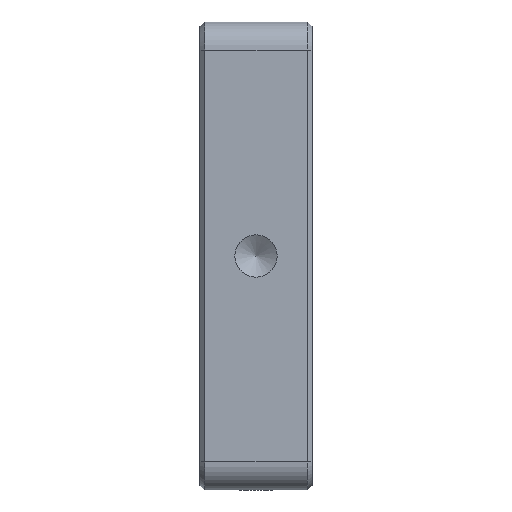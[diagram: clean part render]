
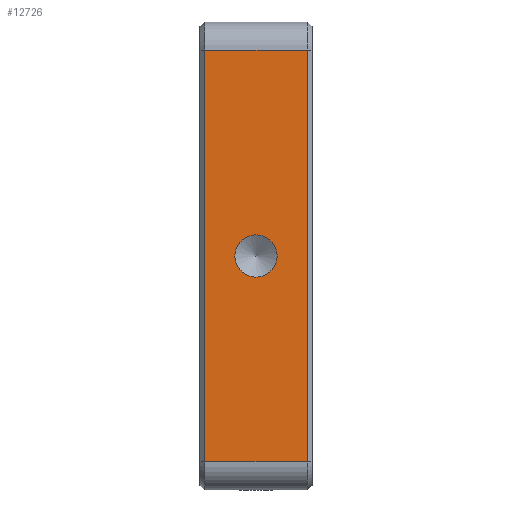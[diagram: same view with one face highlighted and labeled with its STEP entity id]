
A CAD part, front view. The second image highlights one B-rep face of the part: STEP entity #12726.
In plain terms, the highlighted planar face has unit normal (0, -1, 0).
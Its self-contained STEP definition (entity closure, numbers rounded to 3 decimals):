
#306 = CARTESIAN_POINT ( 'NONE',  ( -2.75, -12.5, -11. ) ) ;
#1077 = VERTEX_POINT ( 'NONE', #306 ) ;
#1936 = VECTOR ( 'NONE', #7676, 1000. ) ;
#2470 = LINE ( 'NONE', #8892, #1936 ) ;
#2627 = ORIENTED_EDGE ( 'NONE', *, *, #13116, .F. ) ;
#2856 = CARTESIAN_POINT ( 'NONE',  ( 3., -12.5, 12.5 ) ) ;
#3385 = EDGE_CURVE ( 'NONE', #9690, #1077, #4761, .T. ) ;
#4247 = ORIENTED_EDGE ( 'NONE', *, *, #6297, .F. ) ;
#4355 = CIRCLE ( 'NONE', #9713, 1.13 ) ;
#4556 = DIRECTION ( 'NONE',  ( 0., -1., 0. ) ) ;
#4586 = VECTOR ( 'NONE', #6814, 1000. ) ;
#4595 = CARTESIAN_POINT ( 'NONE',  ( 2.75, -12.5, 0. ) ) ;
#4675 = ORIENTED_EDGE ( 'NONE', *, *, #3385, .F. ) ;
#4761 = LINE ( 'NONE', #12996, #11246 ) ;
#4876 = EDGE_CURVE ( 'NONE', #6104, #9690, #8762, .T. ) ;
#5122 = DIRECTION ( 'NONE',  ( 1., 0., 0. ) ) ;
#5906 = PLANE ( 'NONE',  #8199 ) ;
#6104 = VERTEX_POINT ( 'NONE', #6870 ) ;
#6297 = EDGE_CURVE ( 'NONE', #9766, #6104, #12265, .T. ) ;
#6777 = CARTESIAN_POINT ( 'NONE',  ( 0., -12.5, 0. ) ) ;
#6782 = DIRECTION ( 'NONE',  ( 0., 1., 0. ) ) ;
#6814 = DIRECTION ( 'NONE',  ( 0., 0., -1. ) ) ;
#6870 = CARTESIAN_POINT ( 'NONE',  ( 2.75, -12.5, 11. ) ) ;
#6965 = CARTESIAN_POINT ( 'NONE',  ( 0., -12.5, -1.13 ) ) ;
#7676 = DIRECTION ( 'NONE',  ( 0., 0., 1. ) ) ;
#8120 = EDGE_LOOP ( 'NONE', ( #8355, #4675, #11888, #4247 ) ) ;
#8199 = AXIS2_PLACEMENT_3D ( 'NONE', #2856, #6782, #10886 ) ;
#8340 = CARTESIAN_POINT ( 'NONE',  ( 2.75, -12.5, -11. ) ) ;
#8355 = ORIENTED_EDGE ( 'NONE', *, *, #8429, .F. ) ;
#8429 = EDGE_CURVE ( 'NONE', #1077, #9766, #2470, .T. ) ;
#8762 = LINE ( 'NONE', #4595, #4586 ) ;
#8892 = CARTESIAN_POINT ( 'NONE',  ( -2.75, -12.5, 12.5 ) ) ;
#9690 = VERTEX_POINT ( 'NONE', #8340 ) ;
#9713 = AXIS2_PLACEMENT_3D ( 'NONE', #6777, #4556, #11963 ) ;
#9766 = VERTEX_POINT ( 'NONE', #11770 ) ;
#10198 = VERTEX_POINT ( 'NONE', #6965 ) ;
#10239 = CARTESIAN_POINT ( 'NONE',  ( 3., -12.5, 11. ) ) ;
#10886 = DIRECTION ( 'NONE',  ( 0., 0., 1. ) ) ;
#11022 = FACE_OUTER_BOUND ( 'NONE', #8120, .T. ) ;
#11246 = VECTOR ( 'NONE', #11970, 1000. ) ;
#11770 = CARTESIAN_POINT ( 'NONE',  ( -2.75, -12.5, 11. ) ) ;
#11888 = ORIENTED_EDGE ( 'NONE', *, *, #4876, .F. ) ;
#11963 = DIRECTION ( 'NONE',  ( 0., 0., -1. ) ) ;
#11970 = DIRECTION ( 'NONE',  ( -1., 0., 0. ) ) ;
#12109 = FACE_BOUND ( 'NONE', #12827, .T. ) ;
#12265 = LINE ( 'NONE', #10239, #13222 ) ;
#12726 = ADVANCED_FACE ( 'NONE', ( #11022, #12109 ), #5906, .F. ) ;
#12827 = EDGE_LOOP ( 'NONE', ( #2627 ) ) ;
#12996 = CARTESIAN_POINT ( 'NONE',  ( 3., -12.5, -11. ) ) ;
#13116 = EDGE_CURVE ( 'NONE', #10198, #10198, #4355, .T. ) ;
#13222 = VECTOR ( 'NONE', #5122, 1000. ) ;
